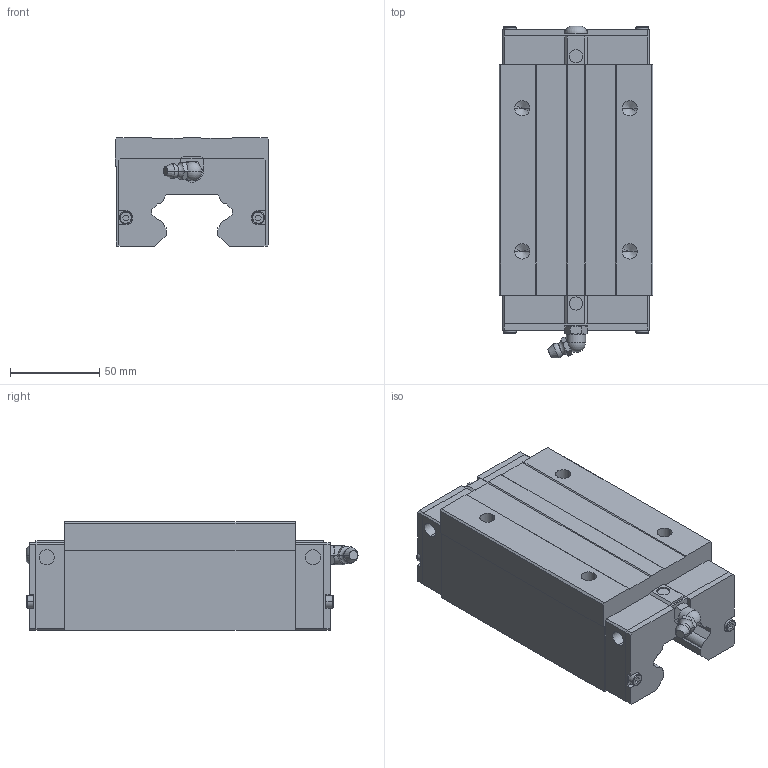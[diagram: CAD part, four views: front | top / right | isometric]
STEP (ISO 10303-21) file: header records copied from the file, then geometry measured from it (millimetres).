
FILE_DESCRIPTION(('STEP AP214'),'1');
FILE_NAME('cctmp_DA78D6D6-4548-45F3-BC52-54408189012B_2020_5_26_14_40_32_684..stp','2020-05-26T12:40:32',('HIWIN GmbH'),('CADClick - www.CADClick.com'),'Spatial InterOp 3D',' ','unknown authorization');
FILE_SCHEMA(('AUTOMOTIVE_DESIGN'));
Length unit declared in the file: millimetre
Products named in the file (1): QHH45HAZ0H_FILE
Bounding box: 86 x 185.52 x 60.8 mm (x, y, z)
Volume: 642793.8 mm3; surface area: 72312.7 mm2
Topology: 1 solids, 6 shells, 291 faces, 749 edges, 475 vertices
Faces by surface type: plane 177, cylinder 60, torus 30, cone 22, sphere 2
Entity records: 11246 total; most frequent: CARTESIAN_POINT 1806, ORIENTED_EDGE 1478, DIRECTION 1470, EDGE_CURVE 739, LINE 504, VECTOR 504, AXIS2_PLACEMENT_3D 483, VERTEX_POINT 475
